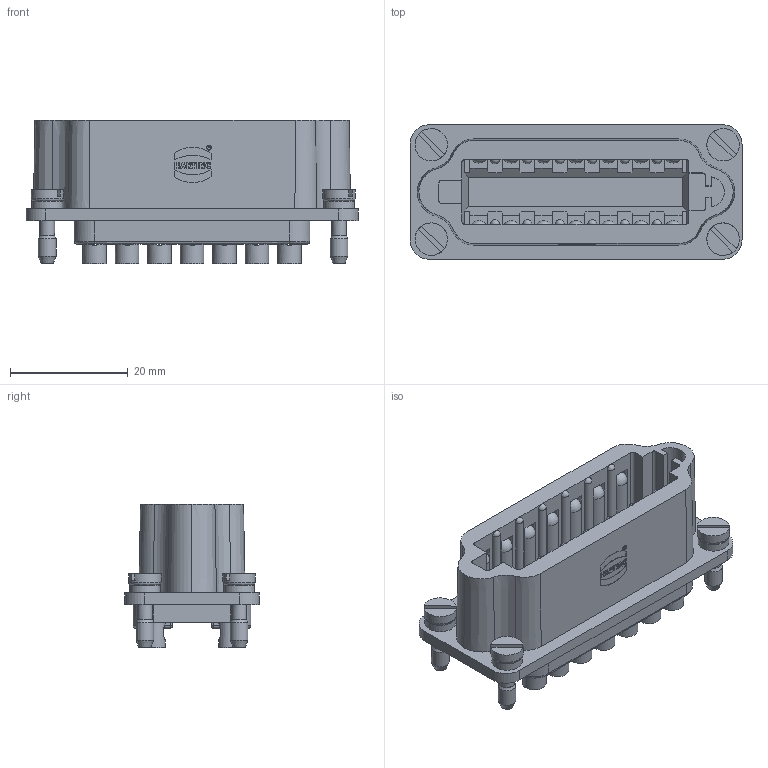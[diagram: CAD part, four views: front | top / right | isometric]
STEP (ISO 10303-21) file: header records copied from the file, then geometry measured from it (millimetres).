
FILE_DESCRIPTION(/* description */ (''),/* implementation_level */ '2;1');
FILE_NAME(/* name */ '100839725ugm000_a.stp',/* time_stamp */ '2019-12-02T13:06:06+01:00',/* author */ (''),/* organization */ (''),/* preprocessor_version */ 'ST-DEVELOPER v16.7',/* originating_system */ 'SIEMENS PLM Software NX 12.0',/* authorisation */ '');
FILE_SCHEMA (('AUTOMOTIVE_DESIGN { 1 0 10303 214 3 1 1 1 }'));
Length unit declared in the file: millimetre
Products named in the file (1): 100839725ugm000_a
Bounding box: 56.3 x 22.8 x 24.3 mm (x, y, z)
Volume: 10655.6 mm3; surface area: 9899.6 mm2
Topology: 1 solids, 1 shells, 660 faces, 1960 edges, 1370 vertices
Faces by surface type: plane 384, cylinder 189, sphere 40, bspline 16, extrusion 16, cone 11, revolution 4
Full cylindrical faces by diameter (mm): 2.39 x14, 2.4 x14, 2.5 x4, 3 x4, 4 x14, 5.2 x4, 5.5 x4
Entity records: 29154 total; most frequent: CARTESIAN_POINT 7387, DIRECTION 3422, ORIENTED_EDGE 3380, EDGE_CURVE 1690, AXIS2_PLACEMENT_3D 1150, VERTEX_POINT 1143, VECTOR 1118, LINE 1102
